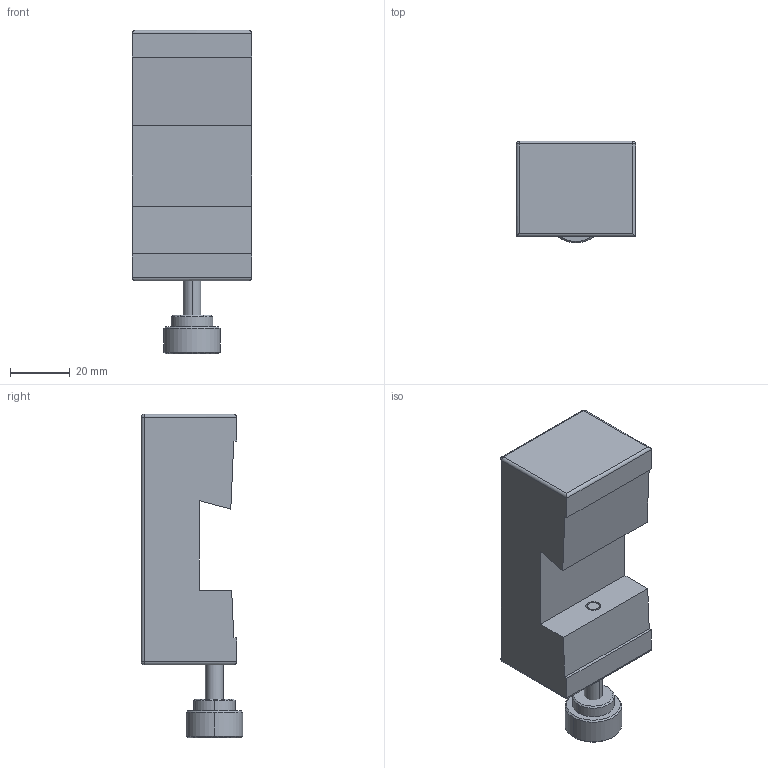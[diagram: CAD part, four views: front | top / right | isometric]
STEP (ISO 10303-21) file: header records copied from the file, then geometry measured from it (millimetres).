
FILE_DESCRIPTION (( 'STEP AP203' ), '1' );
FILE_NAME ('01OCR-1M.STEP', '2016-12-08T03:02:52', ( '' ), ( '' ), 'SwSTEP 2.0', 'SolidWorks 2016', '' );
FILE_SCHEMA (( 'CONFIG_CONTROL_DESIGN' ));
Length unit declared in the file: millimetre
Products named in the file (1): 01OCR-1M
Bounding box: 40 x 34 x 108.5 mm (x, y, z)
Volume: 93316.4 mm3; surface area: 18789.5 mm2
Topology: 4 solids, 4 shells, 119 faces, 274 edges, 152 vertices
Faces by surface type: cylinder 50, cone 34, plane 31, sphere 4
Entity records: 3215 total; most frequent: DIRECTION 586, CARTESIAN_POINT 530, ORIENTED_EDGE 492, EDGE_CURVE 246, AXIS2_PLACEMENT_3D 224, VERTEX_POINT 152, EDGE_LOOP 140, LINE 138
